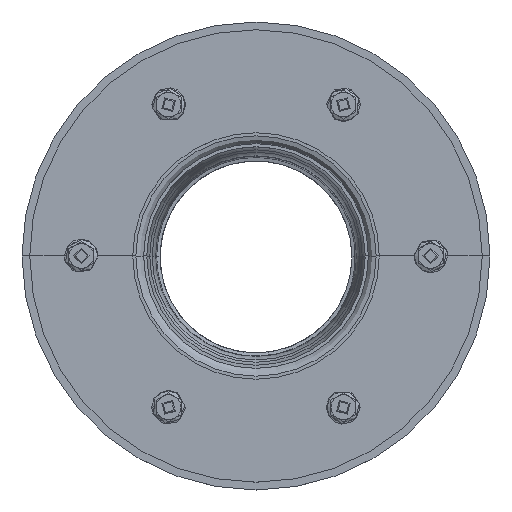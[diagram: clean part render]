
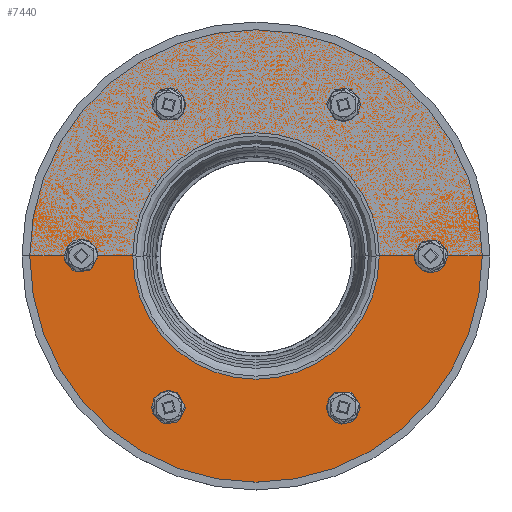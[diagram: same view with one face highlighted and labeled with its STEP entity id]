
A CAD part, top view. The second image highlights one B-rep face of the part: STEP entity #7440.
In plain terms, the highlighted planar face has unit normal (0, 0, 1).
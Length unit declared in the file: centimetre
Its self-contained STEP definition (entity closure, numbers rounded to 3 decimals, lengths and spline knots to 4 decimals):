
#1353=FACE_BOUND('',#2990,.T.);
#1354=FACE_BOUND('',#2991,.T.);
#1355=FACE_BOUND('',#2992,.T.);
#1356=FACE_BOUND('',#2993,.T.);
#1357=FACE_BOUND('',#2994,.T.);
#1358=FACE_BOUND('',#2995,.T.);
#1359=FACE_BOUND('',#2996,.T.);
#2725=FACE_OUTER_BOUND('',#2989,.T.);
#2989=EDGE_LOOP('',(#7010));
#2990=EDGE_LOOP('',(#7011));
#2991=EDGE_LOOP('',(#7012));
#2992=EDGE_LOOP('',(#7013));
#2993=EDGE_LOOP('',(#7014));
#2994=EDGE_LOOP('',(#7015));
#2995=EDGE_LOOP('',(#7016));
#2996=EDGE_LOOP('',(#7017));
#3464=CIRCLE('',#8181,7.);
#3465=CIRCLE('',#8183,7.);
#3466=CIRCLE('',#8185,7.);
#3467=CIRCLE('',#8187,79.);
#3468=CIRCLE('',#8189,7.);
#3469=CIRCLE('',#8191,7.);
#3470=CIRCLE('',#8193,7.);
#3471=CIRCLE('',#8195,145.);
#5330=VERTEX_POINT('',#13946);
#5331=VERTEX_POINT('',#13950);
#5332=VERTEX_POINT('',#13954);
#5333=VERTEX_POINT('',#13958);
#5334=VERTEX_POINT('',#13962);
#5335=VERTEX_POINT('',#13966);
#5336=VERTEX_POINT('',#13970);
#5337=VERTEX_POINT('',#13974);
#5889=EDGE_CURVE('',#5330,#5330,#3464,.T.);
#5891=EDGE_CURVE('',#5331,#5331,#3465,.T.);
#5893=EDGE_CURVE('',#5332,#5332,#3466,.T.);
#5895=EDGE_CURVE('',#5333,#5333,#3467,.T.);
#5897=EDGE_CURVE('',#5334,#5334,#3468,.T.);
#5899=EDGE_CURVE('',#5335,#5335,#3469,.T.);
#5901=EDGE_CURVE('',#5336,#5336,#3470,.T.);
#5903=EDGE_CURVE('',#5337,#5337,#3471,.T.);
#7010=ORIENTED_EDGE('',*,*,#5903,.T.);
#7011=ORIENTED_EDGE('',*,*,#5901,.T.);
#7012=ORIENTED_EDGE('',*,*,#5899,.T.);
#7013=ORIENTED_EDGE('',*,*,#5897,.T.);
#7014=ORIENTED_EDGE('',*,*,#5895,.T.);
#7015=ORIENTED_EDGE('',*,*,#5893,.T.);
#7016=ORIENTED_EDGE('',*,*,#5891,.T.);
#7017=ORIENTED_EDGE('',*,*,#5889,.T.);
#7223=PLANE('',#8196);
#7440=ADVANCED_FACE('',(#2725,#1353,#1354,#1355,#1356,#1357,#1358,#1359),
#7223,.T.);
#8181=AXIS2_PLACEMENT_3D('',#13947,#10262,#10263);
#8183=AXIS2_PLACEMENT_3D('',#13951,#10267,#10268);
#8185=AXIS2_PLACEMENT_3D('',#13955,#10272,#10273);
#8187=AXIS2_PLACEMENT_3D('',#13959,#10277,#10278);
#8189=AXIS2_PLACEMENT_3D('',#13963,#10282,#10283);
#8191=AXIS2_PLACEMENT_3D('',#13967,#10287,#10288);
#8193=AXIS2_PLACEMENT_3D('',#13971,#10292,#10293);
#8195=AXIS2_PLACEMENT_3D('',#13975,#10297,#10298);
#8196=AXIS2_PLACEMENT_3D('',#13977,#10300,#10301);
#10262=DIRECTION('center_axis',(0.,0.,-1.));
#10263=DIRECTION('ref_axis',(0.,-1.,0.));
#10267=DIRECTION('center_axis',(0.,0.,-1.));
#10268=DIRECTION('ref_axis',(0.,-1.,0.));
#10272=DIRECTION('center_axis',(0.,0.,-1.));
#10273=DIRECTION('ref_axis',(0.,-1.,0.));
#10277=DIRECTION('center_axis',(0.,0.,-1.));
#10278=DIRECTION('ref_axis',(0.,-1.,0.));
#10282=DIRECTION('center_axis',(0.,0.,-1.));
#10283=DIRECTION('ref_axis',(0.,1.,0.));
#10287=DIRECTION('center_axis',(0.,0.,-1.));
#10288=DIRECTION('ref_axis',(0.,-1.,0.));
#10292=DIRECTION('center_axis',(0.,0.,-1.));
#10293=DIRECTION('ref_axis',(0.,-1.,0.));
#10297=DIRECTION('center_axis',(0.,0.,1.));
#10298=DIRECTION('ref_axis',(0.,-1.,0.));
#10300=DIRECTION('center_axis',(0.,0.,1.));
#10301=DIRECTION('ref_axis',(0.,-1.,0.));
#13946=CARTESIAN_POINT('',(-112.,7.,276.));
#13947=CARTESIAN_POINT('Origin',(-112.,0.,276.));
#13950=CARTESIAN_POINT('',(-56.,-89.9948,276.));
#13951=CARTESIAN_POINT('Origin',(-56.,-96.9948,276.));
#13954=CARTESIAN_POINT('',(56.,-89.9948,276.));
#13955=CARTESIAN_POINT('Origin',(56.,-96.9948,276.));
#13958=CARTESIAN_POINT('',(0.,79.,276.));
#13959=CARTESIAN_POINT('Origin',(0.,0.,276.));
#13962=CARTESIAN_POINT('',(112.,-7.,276.));
#13963=CARTESIAN_POINT('Origin',(112.,0.,276.));
#13966=CARTESIAN_POINT('',(56.,103.9948,276.));
#13967=CARTESIAN_POINT('Origin',(56.,96.9948,276.));
#13970=CARTESIAN_POINT('',(-56.,103.9948,276.));
#13971=CARTESIAN_POINT('Origin',(-56.,96.9948,276.));
#13974=CARTESIAN_POINT('',(0.,-145.,276.));
#13975=CARTESIAN_POINT('Origin',(0.,0.,276.));
#13977=CARTESIAN_POINT('Origin',(0.,0.,
276.));
